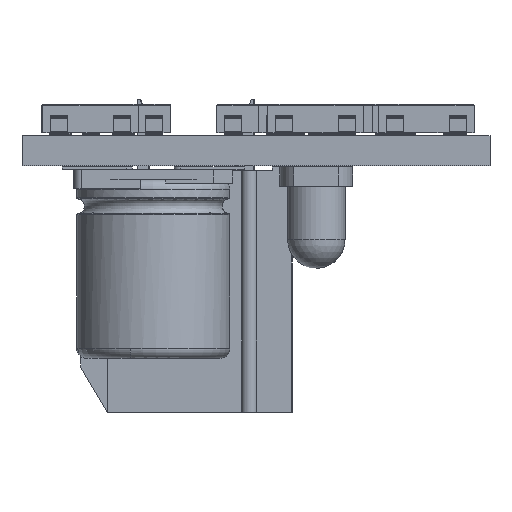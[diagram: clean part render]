
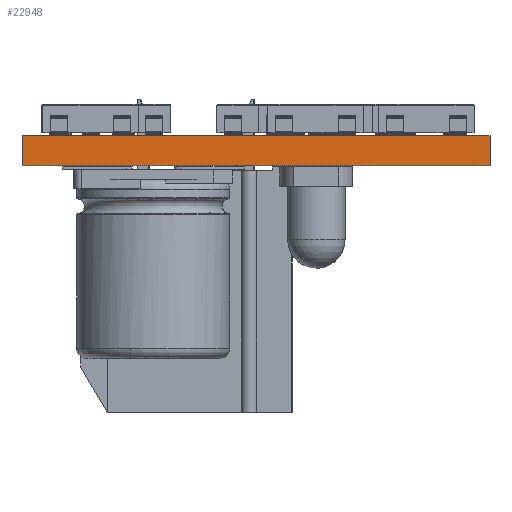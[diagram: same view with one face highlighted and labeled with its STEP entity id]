
A CAD part, left-side view. The second image highlights one B-rep face of the part: STEP entity #22948.
In plain terms, the highlighted planar face has unit normal (-1, 0.002, 0).
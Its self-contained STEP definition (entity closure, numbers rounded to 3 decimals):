
#21108 = PLANE('',#21109);
#21109 = AXIS2_PLACEMENT_3D('',#21110,#21111,#21112);
#21110 = CARTESIAN_POINT('',(56.642,-67.564,0.));
#21111 = DIRECTION('',(0.001,1.,-0.));
#21112 = DIRECTION('',(1.,-0.001,0.));
#21136 = PLANE('',#21137);
#21137 = AXIS2_PLACEMENT_3D('',#21138,#21139,#21140);
#21138 = CARTESIAN_POINT('',(135.906,-79.534,1.58));
#21139 = DIRECTION('',(-0.,-0.,-1.));
#21140 = DIRECTION('',(-1.,0.,0.));
#21190 = PLANE('',#21191);
#21191 = AXIS2_PLACEMENT_3D('',#21192,#21193,#21194);
#21192 = CARTESIAN_POINT('',(135.906,-79.534,0.));
#21193 = DIRECTION('',(-0.,-0.,-1.));
#21194 = DIRECTION('',(-1.,0.,0.));
#21205 = EDGE_CURVE('',#21206,#21208,#21210,.T.);
#21206 = VERTEX_POINT('',#21207);
#21207 = CARTESIAN_POINT('',(56.642,-67.564,0.));
#21208 = VERTEX_POINT('',#21209);
#21209 = CARTESIAN_POINT('',(56.642,-67.564,1.58));
#21210 = SURFACE_CURVE('',#21211,(#21215,#21222),.PCURVE_S1.);
#21211 = LINE('',#21212,#21213);
#21212 = CARTESIAN_POINT('',(56.642,-67.564,0.));
#21213 = VECTOR('',#21214,1.);
#21214 = DIRECTION('',(0.,0.,1.));
#21215 = PCURVE('',#21108,#21216);
#21216 = DEFINITIONAL_REPRESENTATION('',(#21217),#21221);
#21217 = LINE('',#21218,#21219);
#21218 = CARTESIAN_POINT('',(0.,0.));
#21219 = VECTOR('',#21220,1.);
#21220 = DIRECTION('',(0.,-1.));
#21221 = ( GEOMETRIC_REPRESENTATION_CONTEXT(2) 
PARAMETRIC_REPRESENTATION_CONTEXT() REPRESENTATION_CONTEXT('2D SPACE',''
  ) );
#21222 = PCURVE('',#21223,#21228);
#21223 = PLANE('',#21224);
#21224 = AXIS2_PLACEMENT_3D('',#21225,#21226,#21227);
#21225 = CARTESIAN_POINT('',(56.591,-91.999,0.));
#21226 = DIRECTION('',(-1.,0.002,0.));
#21227 = DIRECTION('',(0.002,1.,0.));
#21228 = DEFINITIONAL_REPRESENTATION('',(#21229),#21233);
#21229 = LINE('',#21230,#21231);
#21230 = CARTESIAN_POINT('',(24.435,0.));
#21231 = VECTOR('',#21232,1.);
#21232 = DIRECTION('',(0.,-1.));
#21233 = ( GEOMETRIC_REPRESENTATION_CONTEXT(2) 
PARAMETRIC_REPRESENTATION_CONTEXT() REPRESENTATION_CONTEXT('2D SPACE',''
  ) );
#21321 = PLANE('',#21322);
#21322 = AXIS2_PLACEMENT_3D('',#21323,#21324,#21325);
#21323 = CARTESIAN_POINT('',(211.836,-91.44,0.));
#21324 = DIRECTION('',(0.004,-1.,0.));
#21325 = DIRECTION('',(-1.,-0.004,0.));
#21360 = VERTEX_POINT('',#21361);
#21361 = CARTESIAN_POINT('',(56.591,-91.999,0.));
#21382 = EDGE_CURVE('',#21360,#21206,#21383,.T.);
#21383 = SURFACE_CURVE('',#21384,(#21388,#21395),.PCURVE_S1.);
#21384 = LINE('',#21385,#21386);
#21385 = CARTESIAN_POINT('',(56.591,-91.999,0.));
#21386 = VECTOR('',#21387,1.);
#21387 = DIRECTION('',(0.002,1.,0.));
#21388 = PCURVE('',#21190,#21389);
#21389 = DEFINITIONAL_REPRESENTATION('',(#21390),#21394);
#21390 = LINE('',#21391,#21392);
#21391 = CARTESIAN_POINT('',(79.315,-12.465));
#21392 = VECTOR('',#21393,1.);
#21393 = DIRECTION('',(-0.002,1.));
#21394 = ( GEOMETRIC_REPRESENTATION_CONTEXT(2) 
PARAMETRIC_REPRESENTATION_CONTEXT() REPRESENTATION_CONTEXT('2D SPACE',''
  ) );
#21395 = PCURVE('',#21223,#21396);
#21396 = DEFINITIONAL_REPRESENTATION('',(#21397),#21401);
#21397 = LINE('',#21398,#21399);
#21398 = CARTESIAN_POINT('',(0.,0.));
#21399 = VECTOR('',#21400,1.);
#21400 = DIRECTION('',(1.,0.));
#21401 = ( GEOMETRIC_REPRESENTATION_CONTEXT(2) 
PARAMETRIC_REPRESENTATION_CONTEXT() REPRESENTATION_CONTEXT('2D SPACE',''
  ) );
#22215 = VERTEX_POINT('',#22216);
#22216 = CARTESIAN_POINT('',(56.591,-91.999,1.58));
#22237 = EDGE_CURVE('',#22215,#21208,#22238,.T.);
#22238 = SURFACE_CURVE('',#22239,(#22243,#22250),.PCURVE_S1.);
#22239 = LINE('',#22240,#22241);
#22240 = CARTESIAN_POINT('',(56.591,-91.999,1.58));
#22241 = VECTOR('',#22242,1.);
#22242 = DIRECTION('',(0.002,1.,0.));
#22243 = PCURVE('',#21136,#22244);
#22244 = DEFINITIONAL_REPRESENTATION('',(#22245),#22249);
#22245 = LINE('',#22246,#22247);
#22246 = CARTESIAN_POINT('',(79.315,-12.465));
#22247 = VECTOR('',#22248,1.);
#22248 = DIRECTION('',(-0.002,1.));
#22249 = ( GEOMETRIC_REPRESENTATION_CONTEXT(2) 
PARAMETRIC_REPRESENTATION_CONTEXT() REPRESENTATION_CONTEXT('2D SPACE',''
  ) );
#22250 = PCURVE('',#21223,#22251);
#22251 = DEFINITIONAL_REPRESENTATION('',(#22252),#22256);
#22252 = LINE('',#22253,#22254);
#22253 = CARTESIAN_POINT('',(0.,-1.58));
#22254 = VECTOR('',#22255,1.);
#22255 = DIRECTION('',(1.,0.));
#22256 = ( GEOMETRIC_REPRESENTATION_CONTEXT(2) 
PARAMETRIC_REPRESENTATION_CONTEXT() REPRESENTATION_CONTEXT('2D SPACE',''
  ) );
#22948 = ADVANCED_FACE('',(#22949),#21223,.T.);
#22949 = FACE_BOUND('',#22950,.T.);
#22950 = EDGE_LOOP('',(#22951,#22972,#22973,#22974));
#22951 = ORIENTED_EDGE('',*,*,#22952,.T.);
#22952 = EDGE_CURVE('',#21360,#22215,#22953,.T.);
#22953 = SURFACE_CURVE('',#22954,(#22958,#22965),.PCURVE_S1.);
#22954 = LINE('',#22955,#22956);
#22955 = CARTESIAN_POINT('',(56.591,-91.999,0.));
#22956 = VECTOR('',#22957,1.);
#22957 = DIRECTION('',(0.,0.,1.));
#22958 = PCURVE('',#21223,#22959);
#22959 = DEFINITIONAL_REPRESENTATION('',(#22960),#22964);
#22960 = LINE('',#22961,#22962);
#22961 = CARTESIAN_POINT('',(0.,0.));
#22962 = VECTOR('',#22963,1.);
#22963 = DIRECTION('',(0.,-1.));
#22964 = ( GEOMETRIC_REPRESENTATION_CONTEXT(2) 
PARAMETRIC_REPRESENTATION_CONTEXT() REPRESENTATION_CONTEXT('2D SPACE',''
  ) );
#22965 = PCURVE('',#21321,#22966);
#22966 = DEFINITIONAL_REPRESENTATION('',(#22967),#22971);
#22967 = LINE('',#22968,#22969);
#22968 = CARTESIAN_POINT('',(155.246,0.));
#22969 = VECTOR('',#22970,1.);
#22970 = DIRECTION('',(0.,-1.));
#22971 = ( GEOMETRIC_REPRESENTATION_CONTEXT(2) 
PARAMETRIC_REPRESENTATION_CONTEXT() REPRESENTATION_CONTEXT('2D SPACE',''
  ) );
#22972 = ORIENTED_EDGE('',*,*,#22237,.T.);
#22973 = ORIENTED_EDGE('',*,*,#21205,.F.);
#22974 = ORIENTED_EDGE('',*,*,#21382,.F.);
